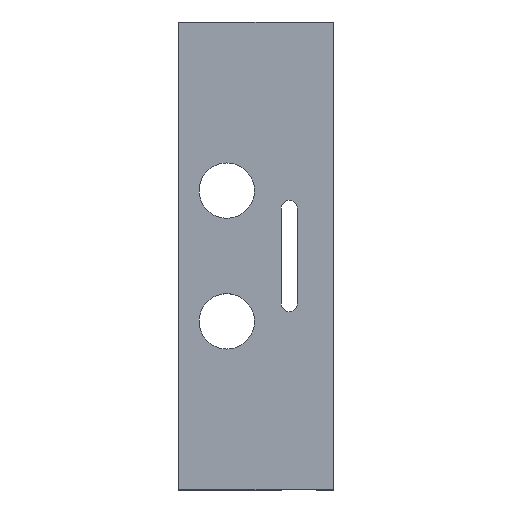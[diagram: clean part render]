
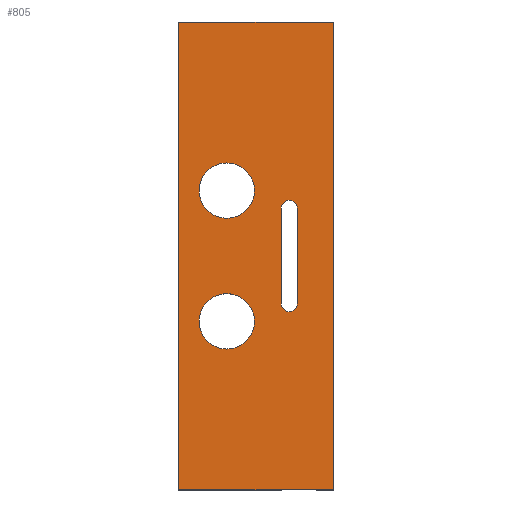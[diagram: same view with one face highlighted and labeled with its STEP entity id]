
A CAD part, top view. The second image highlights one B-rep face of the part: STEP entity #805.
In plain terms, the highlighted planar face has unit normal (0, 0, 1).
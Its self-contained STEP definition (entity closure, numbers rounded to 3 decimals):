
#371=CARTESIAN_POINT('POINT26',(-0.004,0.19,0.18
   ));
#372=VERTEX_POINT('VERTEX26',#371);
#381=CARTESIAN_POINT('POINT28',(-0.166,0.19,0.18));
#382=VERTEX_POINT('VERTEX28',#381);
#383=CARTESIAN_POINT('POS48',(-0.085,0.19,0.18));
#384=DIRECTION('DIR61',(0.,0.,1.));
#385=DIRECTION('DIR62',(-1.,0.,0.));
#386=AXIS2_PLACEMENT_3D('AXIS14',#383,#384,#385);
#387=CIRCLE('ELLIPSE3',#386,0.081);
#388=EDGE_CURVE('EDGE37',#382,#372,#387,.F.);
#417=EDGE_CURVE('EDGE41',#372,#382,#387,.F.);
#422=CARTESIAN_POINT('POINT30',(-0.225,0.68,0.18));
#423=VERTEX_POINT('VERTEX30',#422);
#424=CARTESIAN_POINT('POINT31',(0.225,0.68,0.18));
#425=VERTEX_POINT('VERTEX31',#424);
#426=CARTESIAN_POINT('POS52',(0.225,0.68,0.18));
#427=DIRECTION('DIR68',(-1.,0.,0.));
#428=VECTOR('VEC36',#427,1.);
#429=LINE('STRAIGHT36',#426,#428);
#430=EDGE_CURVE('EDGE42',#423,#425,#429,.F.);
#462=CARTESIAN_POINT('POINT34',(0.225,-0.68,0.18));
#463=VERTEX_POINT('VERTEX34',#462);
#464=CARTESIAN_POINT('POS57',(0.225,0.68,0.18));
#465=DIRECTION('DIR74',(0.,-1.,0.));
#466=VECTOR('VEC40',#465,1.);
#467=LINE('STRAIGHT40',#464,#466);
#468=EDGE_CURVE('EDGE46',#463,#425,#467,.F.);
#517=CARTESIAN_POINT('POINT36',(-0.225,-0.68,0.18));
#518=VERTEX_POINT('VERTEX36',#517);
#519=CARTESIAN_POINT('POS63',(0.225,-0.68,0.18));
#520=DIRECTION('DIR81',(-1.,0.,0.));
#521=VECTOR('VEC45',#520,1.);
#522=LINE('STRAIGHT45',#519,#521);
#523=EDGE_CURVE('EDGE51',#463,#518,#522,.T.);
#546=CARTESIAN_POINT('POS67',(-0.225,0.68,0.18));
#547=DIRECTION('DIR86',(0.,-1.,0.));
#548=VECTOR('VEC48',#547,1.);
#549=LINE('STRAIGHT48',#546,#548);
#550=EDGE_CURVE('EDGE54',#423,#518,#549,.T.);
#561=CARTESIAN_POINT('POINT37',(0.097,0.162,0.18));
#562=VERTEX_POINT('VERTEX37',#561);
#571=CARTESIAN_POINT('POINT39',(0.073,0.139,0.18));
#572=VERTEX_POINT('VERTEX39',#571);
#573=CARTESIAN_POINT('POS70',(0.097,0.139,0.18));
#574=DIRECTION('DIR90',(0.,0.,1.));
#575=DIRECTION('DIR91',(1.,0.,0.));
#576=AXIS2_PLACEMENT_3D('AXIS21',#573,#574,#575);
#577=CIRCLE('ELLIPSE5',#576,0.024);
#578=EDGE_CURVE('EDGE56',#562,#572,#577,.T.);
#604=CARTESIAN_POINT('POINT41',(0.073,-0.139,0.18));
#605=VERTEX_POINT('VERTEX41',#604);
#606=CARTESIAN_POINT('POS74',(0.073,0.139,0.18));
#607=DIRECTION('DIR97',(0.,-1.,0.));
#608=VECTOR('VEC51',#607,1.);
#609=LINE('STRAIGHT51',#606,#608);
#610=EDGE_CURVE('EDGE59',#572,#605,#609,.T.);
#636=CARTESIAN_POINT('POINT44',(0.097,-0.162,0.18));
#637=VERTEX_POINT('VERTEX44',#636);
#652=CARTESIAN_POINT('POS80',(0.097,-0.139,0.18));
#653=DIRECTION('DIR105',(0.,0.,1.));
#654=DIRECTION('DIR106',(-1.,0.,0.));
#655=AXIS2_PLACEMENT_3D('AXIS26',#652,#653,#654);
#656=CIRCLE('ELLIPSE8',#655,0.024);
#657=EDGE_CURVE('EDGE64',#605,#637,#656,.T.);
#668=CARTESIAN_POINT('POINT45',(0.12,-0.139,0.18));
#669=VERTEX_POINT('VERTEX45',#668);
#670=EDGE_CURVE('EDGE65',#637,#669,#656,.T.);
#686=CARTESIAN_POINT('POINT47',(0.12,0.139,0.18));
#687=VERTEX_POINT('VERTEX47',#686);
#688=CARTESIAN_POINT('POS83',(0.12,-0.139,0.18));
#689=DIRECTION('DIR110',(0.,1.,0.));
#690=VECTOR('VEC56',#689,1.);
#691=LINE('STRAIGHT56',#688,#690);
#692=EDGE_CURVE('EDGE68',#669,#687,#691,.T.);
#720=EDGE_CURVE('EDGE72',#687,#562,#577,.T.);
#767=ORIENTED_EDGE('COEDGE135',*,*,#720,.F.);
#768=ORIENTED_EDGE('COEDGE136',*,*,#692,.F.);
#769=ORIENTED_EDGE('COEDGE137',*,*,#670,.F.);
#770=ORIENTED_EDGE('COEDGE138',*,*,#657,.F.);
#771=ORIENTED_EDGE('COEDGE139',*,*,#610,.F.);
#772=ORIENTED_EDGE('COEDGE140',*,*,#578,.F.);
#773=EDGE_LOOP('NONE',(#767,#768,#769,#770,#771,#772));
#774=FACE_BOUND('LOOP1',#773,.T.);
#775=ORIENTED_EDGE('COEDGE141',*,*,#550,.T.);
#776=ORIENTED_EDGE('COEDGE142',*,*,#523,.F.);
#777=ORIENTED_EDGE('COEDGE143',*,*,#468,.T.);
#778=ORIENTED_EDGE('COEDGE144',*,*,#430,.F.);
#779=EDGE_LOOP('NONE',(#775,#776,#777,#778));
#780=FACE_BOUND('LOOP1',#779,.T.);
#781=ORIENTED_EDGE('COEDGE145',*,*,#417,.T.);
#782=ORIENTED_EDGE('COEDGE146',*,*,#388,.T.);
#783=EDGE_LOOP('NONE',(#781,#782));
#784=FACE_BOUND('LOOP1',#783,.T.);
#785=CARTESIAN_POINT('POINT51',(-0.166,-0.19,0.18));
#786=VERTEX_POINT('VERTEX51',#785);
#787=CARTESIAN_POINT('POINT52',(-0.005,-0.19,0.18));
#788=VERTEX_POINT('VERTEX52',#787);
#789=CARTESIAN_POINT('POS88',(-0.085,-0.19,0.18));
#790=DIRECTION('DIR117',(0.,0.,1.));
#791=DIRECTION('DIR118',(-1.,0.,0.));
#792=AXIS2_PLACEMENT_3D('AXIS30',#789,#790,#791);
#793=CIRCLE('ELLIPSE10',#792,0.081);
#794=EDGE_CURVE('EDGE75',#786,#788,#793,.F.);
#795=ORIENTED_EDGE('COEDGE147',*,*,#794,.T.);
#796=EDGE_CURVE('EDGE76',#788,#786,#793,.F.);
#797=ORIENTED_EDGE('COEDGE148',*,*,#796,.T.);
#798=EDGE_LOOP('NONE',(#795,#797));
#799=FACE_BOUND('LOOP1',#798,.T.);
#800=CARTESIAN_POINT('POS89',(0.,0.,0.18));
#801=DIRECTION('DIR119',(0.,0.,1.));
#802=DIRECTION('DIR120',(1.,0.,0.));
#803=AXIS2_PLACEMENT_3D('AXIS31',#800,#801,#802);
#804=PLANE('PLANE17',#803);
#805=ADVANCED_FACE('FACE26',(#774,#780,#784,#799),#804,.T.);
